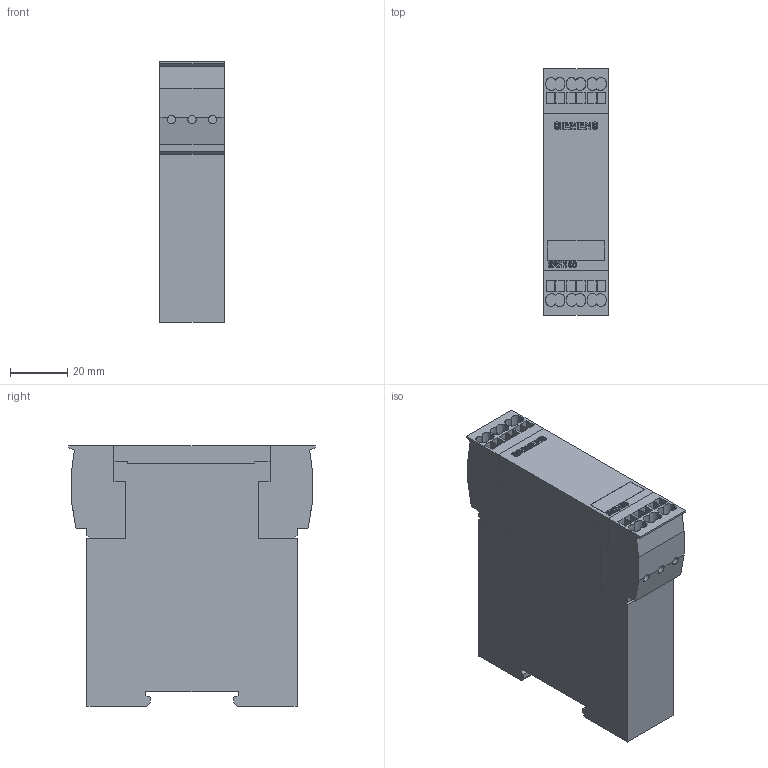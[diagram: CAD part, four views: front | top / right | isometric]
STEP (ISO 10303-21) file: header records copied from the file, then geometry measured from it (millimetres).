
FILE_DESCRIPTION (( 'STEP AP214' ), '1' );
FILE_NAME ('3rn1000-2.STEP', '2005-12-15T09:00:06', ( 'CAT' ), ( 'Siemens AG' ), 'SwSTEP 2.0', 'SolidWorks 2005278', '' );
FILE_SCHEMA (( 'AUTOMOTIVE_DESIGN' ));
Length unit declared in the file: millimetre
Products named in the file (1): 3rn1000-2
Bounding box: 22.5 x 86.2 x 91.2 mm (x, y, z)
Volume: 150447.9 mm3; surface area: 32513.5 mm2
Topology: 5 solids, 5 shells, 391 faces, 1041 edges, 694 vertices
Faces by surface type: plane 258, bspline 107, cylinder 26
Entity records: 21864 total; most frequent: CARTESIAN_POINT 10547, ORIENTED_EDGE 2082, DIRECTION 1421, EDGE_CURVE 1041, VECTOR 763, LINE 763, VERTEX_POINT 694, EDGE_LOOP 425
